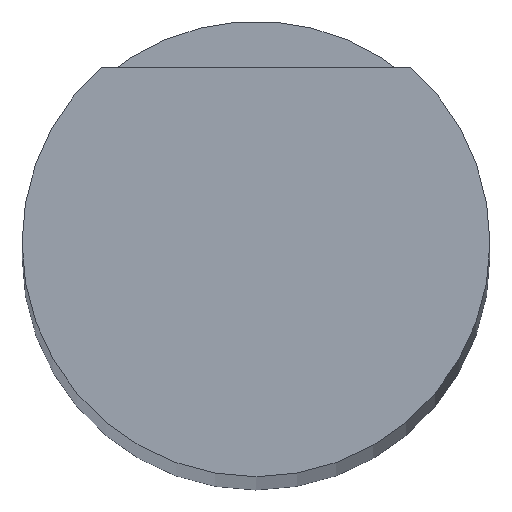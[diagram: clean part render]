
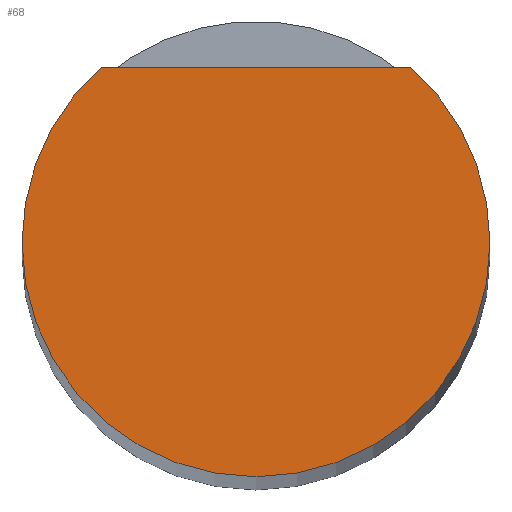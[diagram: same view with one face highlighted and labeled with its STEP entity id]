
A CAD part, top view. The second image highlights one B-rep face of the part: STEP entity #68.
In plain terms, the highlighted planar face has unit normal (0, 0, 1).
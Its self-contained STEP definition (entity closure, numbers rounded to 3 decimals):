
#5 = FACE_OUTER_BOUND ( 'NONE', #12, .T. ) ;
#11 = EDGE_CURVE ( 'NONE', #205, #81, #171, .T. ) ;
#12 = EDGE_LOOP ( 'NONE', ( #162, #229, #50, #238 ) ) ;
#13 = DIRECTION ( 'NONE',  ( 0., 0., 1. ) ) ;
#15 = CARTESIAN_POINT ( 'NONE',  ( 4., 0., 65. ) ) ;
#17 = DIRECTION ( 'NONE',  ( 1., 0., 0. ) ) ;
#18 = CARTESIAN_POINT ( 'NONE',  ( 2.646, 3., 65. ) ) ;
#32 = VECTOR ( 'NONE', #104, 1000. ) ;
#34 = CARTESIAN_POINT ( 'NONE',  ( -2.646, 3., 65. ) ) ;
#40 = DIRECTION ( 'NONE',  ( 0., 0., 1. ) ) ;
#49 = LINE ( 'NONE', #69, #32 ) ;
#50 = ORIENTED_EDGE ( 'NONE', *, *, #71, .T. ) ;
#53 = DIRECTION ( 'NONE',  ( 1., 0., 0. ) ) ;
#68 = ADVANCED_FACE ( 'NONE', ( #5 ), #176, .T. ) ;
#69 = CARTESIAN_POINT ( 'NONE',  ( -2.646, 3., 65. ) ) ;
#71 = EDGE_CURVE ( 'NONE', #93, #205, #201, .T. ) ;
#73 = CIRCLE ( 'NONE', #211, 4. ) ;
#81 = VERTEX_POINT ( 'NONE', #18 ) ;
#86 = CARTESIAN_POINT ( 'NONE',  ( 0., 0., 65. ) ) ;
#93 = VERTEX_POINT ( 'NONE', #95 ) ;
#95 = CARTESIAN_POINT ( 'NONE',  ( -4., 0., 65. ) ) ;
#104 = DIRECTION ( 'NONE',  ( 1., 0., 0. ) ) ;
#116 = CARTESIAN_POINT ( 'NONE',  ( 0., 0., 65. ) ) ;
#135 = DIRECTION ( 'NONE',  ( 0., 0., 1. ) ) ;
#137 = EDGE_CURVE ( 'NONE', #188, #93, #73, .T. ) ;
#158 = AXIS2_PLACEMENT_3D ( 'NONE', #116, #40, #180 ) ;
#162 = ORIENTED_EDGE ( 'NONE', *, *, #189, .F. ) ;
#171 = CIRCLE ( 'NONE', #198, 4. ) ;
#176 = PLANE ( 'NONE',  #231 ) ;
#177 = DIRECTION ( 'NONE',  ( 0., 0., 1. ) ) ;
#180 = DIRECTION ( 'NONE',  ( 1., 0., 0. ) ) ;
#188 = VERTEX_POINT ( 'NONE', #34 ) ;
#189 = EDGE_CURVE ( 'NONE', #188, #81, #49, .T. ) ;
#198 = AXIS2_PLACEMENT_3D ( 'NONE', #237, #13, #17 ) ;
#201 = CIRCLE ( 'NONE', #158, 4. ) ;
#205 = VERTEX_POINT ( 'NONE', #15 ) ;
#211 = AXIS2_PLACEMENT_3D ( 'NONE', #86, #177, #53 ) ;
#222 = CARTESIAN_POINT ( 'NONE',  ( 0., 0., 65. ) ) ;
#229 = ORIENTED_EDGE ( 'NONE', *, *, #137, .T. ) ;
#231 = AXIS2_PLACEMENT_3D ( 'NONE', #222, #135, #241 ) ;
#237 = CARTESIAN_POINT ( 'NONE',  ( 0., 0., 65. ) ) ;
#238 = ORIENTED_EDGE ( 'NONE', *, *, #11, .T. ) ;
#241 = DIRECTION ( 'NONE',  ( 1., 0., 0. ) ) ;
